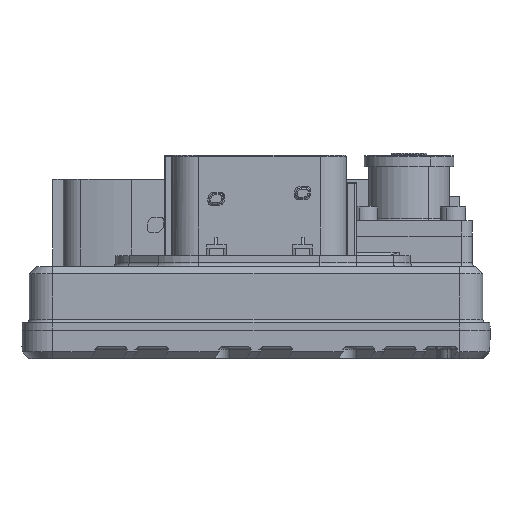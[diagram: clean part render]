
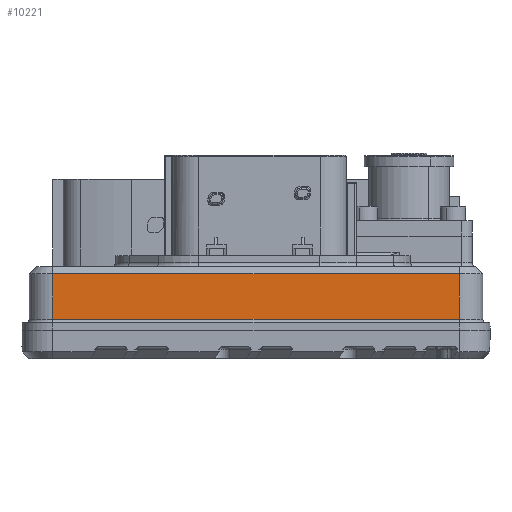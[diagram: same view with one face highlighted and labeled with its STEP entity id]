
A CAD part, left-side view. The second image highlights one B-rep face of the part: STEP entity #10221.
In plain terms, the highlighted planar face has unit normal (1, 0, 0).
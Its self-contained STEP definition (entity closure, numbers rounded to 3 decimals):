
#10201=AXIS2_PLACEMENT_3D('Plane Axis2P3D',#10198,#10199,#10200) ;
#9838=CARTESIAN_POINT('Vertex',(-28.905,3.498,13.65)) ;
#9858=CARTESIAN_POINT('Line Origine',(-28.905,60.,13.65)) ;
#9862=CARTESIAN_POINT('Vertex',(-28.905,116.5,13.65)) ;
#10183=CARTESIAN_POINT('Vertex',(-28.905,116.5,1.)) ;
#10186=CARTESIAN_POINT('Line Origine',(-28.905,116.5,7.825)) ;
#10198=CARTESIAN_POINT('Axis2P3D Location',(-28.905,116.5,0.)) ;
#10203=CARTESIAN_POINT('Line Origine',(-28.905,59.999,1.)) ;
#10207=CARTESIAN_POINT('Vertex',(-28.905,3.498,1.)) ;
#10210=CARTESIAN_POINT('Line Origine',(-28.905,3.498,7.825)) ;
#9859=DIRECTION('Vector Direction',(0.,1.,0.)) ;
#10187=DIRECTION('Vector Direction',(0.,0.,1.)) ;
#10199=DIRECTION('Axis2P3D Direction',(-1.,0.,0.)) ;
#10200=DIRECTION('Axis2P3D XDirection',(0.,-1.,0.)) ;
#10204=DIRECTION('Vector Direction',(0.,-1.,0.)) ;
#10211=DIRECTION('Vector Direction',(0.,0.,1.)) ;
#9860=VECTOR('Line Direction',#9859,1.) ;
#10188=VECTOR('Line Direction',#10187,1.) ;
#10205=VECTOR('Line Direction',#10204,1.) ;
#10212=VECTOR('Line Direction',#10211,1.) ;
#10216=ORIENTED_EDGE('',*,*,#10209,.T.) ;
#10217=ORIENTED_EDGE('',*,*,#10190,.T.) ;
#10218=ORIENTED_EDGE('',*,*,#9864,.T.) ;
#10219=ORIENTED_EDGE('',*,*,#10214,.F.) ;
#10221=ADVANCED_FACE('Extract.23',(#10220),#10202,.F.) ;
#9864=EDGE_CURVE('',#9863,#9839,#9861,.F.) ;
#10190=EDGE_CURVE('',#10184,#9863,#10189,.T.) ;
#10209=EDGE_CURVE('',#10208,#10184,#10206,.F.) ;
#10214=EDGE_CURVE('',#10208,#9839,#10213,.T.) ;
#10215=EDGE_LOOP('',(#10216,#10217,#10218,#10219)) ;
#10220=FACE_OUTER_BOUND('',#10215,.T.) ;
#9861=LINE('Line',#9858,#9860) ;
#10189=LINE('Line',#10186,#10188) ;
#10206=LINE('Line',#10203,#10205) ;
#10213=LINE('Line',#10210,#10212) ;
#10202=PLANE('Plane',#10201) ;
#9839=VERTEX_POINT('',#9838) ;
#9863=VERTEX_POINT('',#9862) ;
#10184=VERTEX_POINT('',#10183) ;
#10208=VERTEX_POINT('',#10207) ;
